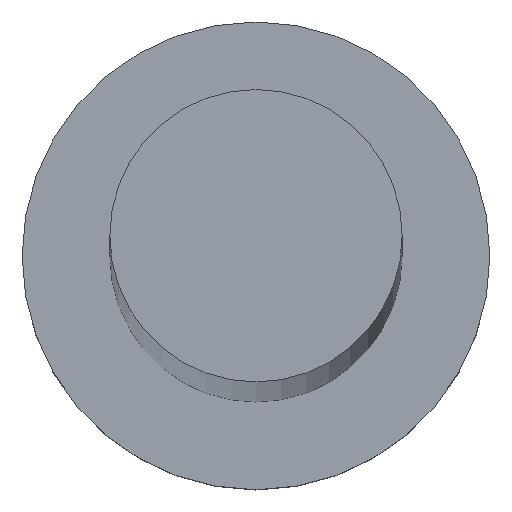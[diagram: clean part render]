
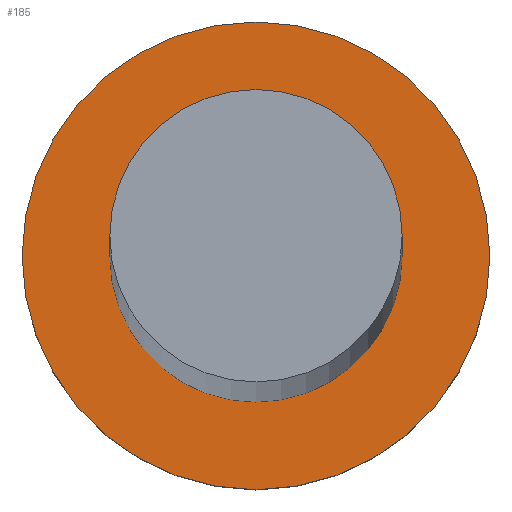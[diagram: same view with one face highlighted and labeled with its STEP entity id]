
A CAD part, top view. The second image highlights one B-rep face of the part: STEP entity #185.
In plain terms, the highlighted planar face has unit normal (0, 0, 1).
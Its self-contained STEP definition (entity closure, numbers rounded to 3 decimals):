
#6 = VERTEX_POINT ( 'NONE', #255 ) ;
#10 = AXIS2_PLACEMENT_3D ( 'NONE', #138, #37, #36 ) ;
#18 = AXIS2_PLACEMENT_3D ( 'NONE', #236, #214, #114 ) ;
#24 = CARTESIAN_POINT ( 'NONE',  ( 0., 0., 5. ) ) ;
#31 = AXIS2_PLACEMENT_3D ( 'NONE', #68, #218, #167 ) ;
#33 = DIRECTION ( 'NONE',  ( 1., 0., 0. ) ) ;
#36 = DIRECTION ( 'NONE',  ( 1., 0., 0. ) ) ;
#37 = DIRECTION ( 'NONE',  ( 0., 0., 1. ) ) ;
#42 = CIRCLE ( 'NONE', #31, 5. ) ;
#44 = ORIENTED_EDGE ( 'NONE', *, *, #151, .T. ) ;
#46 = CARTESIAN_POINT ( 'NONE',  ( 8., 0., 5. ) ) ;
#47 = ORIENTED_EDGE ( 'NONE', *, *, #84, .T. ) ;
#59 = CARTESIAN_POINT ( 'NONE',  ( 5., 0., 5. ) ) ;
#68 = CARTESIAN_POINT ( 'NONE',  ( 0., 0., 5. ) ) ;
#73 = CIRCLE ( 'NONE', #169, 8. ) ;
#74 = EDGE_LOOP ( 'NONE', ( #47, #44 ) ) ;
#84 = EDGE_CURVE ( 'NONE', #211, #158, #73, .T. ) ;
#88 = VERTEX_POINT ( 'NONE', #59 ) ;
#89 = EDGE_CURVE ( 'NONE', #88, #6, #137, .T. ) ;
#114 = DIRECTION ( 'NONE',  ( 1., 0., 0. ) ) ;
#121 = EDGE_LOOP ( 'NONE', ( #162, #208 ) ) ;
#126 = PLANE ( 'NONE',  #141 ) ;
#137 = CIRCLE ( 'NONE', #18, 5. ) ;
#138 = CARTESIAN_POINT ( 'NONE',  ( 0., 0., 5. ) ) ;
#141 = AXIS2_PLACEMENT_3D ( 'NONE', #24, #220, #201 ) ;
#146 = FACE_BOUND ( 'NONE', #121, .T. ) ;
#150 = FACE_OUTER_BOUND ( 'NONE', #74, .T. ) ;
#151 = EDGE_CURVE ( 'NONE', #158, #211, #205, .T. ) ;
#158 = VERTEX_POINT ( 'NONE', #46 ) ;
#162 = ORIENTED_EDGE ( 'NONE', *, *, #163, .F. ) ;
#163 = EDGE_CURVE ( 'NONE', #6, #88, #42, .T. ) ;
#167 = DIRECTION ( 'NONE',  ( 1., 0., 0. ) ) ;
#169 = AXIS2_PLACEMENT_3D ( 'NONE', #173, #230, #33 ) ;
#173 = CARTESIAN_POINT ( 'NONE',  ( 0., 0., 5. ) ) ;
#185 = ADVANCED_FACE ( 'NONE', ( #146, #150 ), #126, .T. ) ;
#201 = DIRECTION ( 'NONE',  ( 1., 0., 0. ) ) ;
#205 = CIRCLE ( 'NONE', #10, 8. ) ;
#208 = ORIENTED_EDGE ( 'NONE', *, *, #89, .F. ) ;
#211 = VERTEX_POINT ( 'NONE', #223 ) ;
#214 = DIRECTION ( 'NONE',  ( 0., 0., 1. ) ) ;
#218 = DIRECTION ( 'NONE',  ( 0., 0., 1. ) ) ;
#220 = DIRECTION ( 'NONE',  ( 0., 0., 1. ) ) ;
#223 = CARTESIAN_POINT ( 'NONE',  ( -8., 0., 5. ) ) ;
#230 = DIRECTION ( 'NONE',  ( 0., 0., 1. ) ) ;
#236 = CARTESIAN_POINT ( 'NONE',  ( 0., 0., 5. ) ) ;
#255 = CARTESIAN_POINT ( 'NONE',  ( -5., 0., 5. ) ) ;
